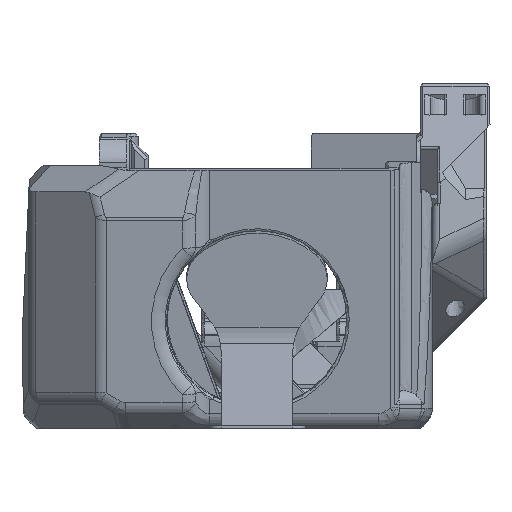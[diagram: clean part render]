
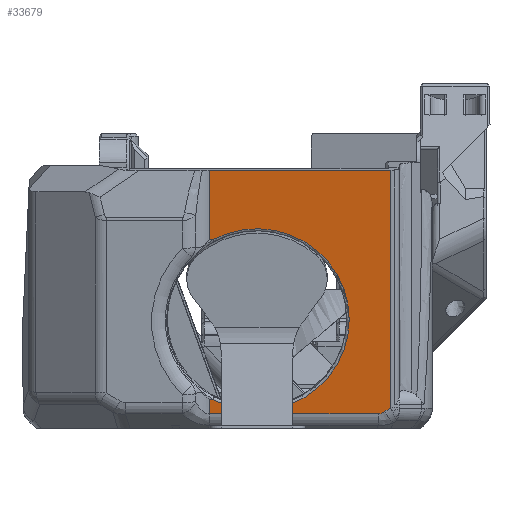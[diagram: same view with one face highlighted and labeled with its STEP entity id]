
A CAD part, left-side view. The second image highlights one B-rep face of the part: STEP entity #33679.
In plain terms, the highlighted planar face has unit normal (-0.985, 0, -0.174).
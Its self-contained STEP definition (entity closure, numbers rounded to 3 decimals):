
#896=B_SPLINE_CURVE_WITH_KNOTS('',3,(#55593,#55594,#55595,#55596),
 .UNSPECIFIED.,.F.,.F.,(4,4),(0.001,0.001),
 .UNSPECIFIED.);
#918=B_SPLINE_CURVE_WITH_KNOTS('',3,(#56126,#56127,#56128,#56129),
 .UNSPECIFIED.,.F.,.F.,(4,4),(0.001,0.001),
 .UNSPECIFIED.);
#1509=CIRCLE('',#35459,14.4);
#2699=ELLIPSE('',#36245,3.203,2.);
#7109=ORIENTED_EDGE('',*,*,#15535,.T.);
#7110=ORIENTED_EDGE('',*,*,#14150,.T.);
#7111=ORIENTED_EDGE('',*,*,#15723,.T.);
#7112=ORIENTED_EDGE('',*,*,#15724,.T.);
#7113=ORIENTED_EDGE('',*,*,#15725,.T.);
#7114=ORIENTED_EDGE('',*,*,#15726,.F.);
#7115=ORIENTED_EDGE('',*,*,#15727,.F.);
#7116=ORIENTED_EDGE('',*,*,#15728,.F.);
#7117=ORIENTED_EDGE('',*,*,#15518,.F.);
#7118=ORIENTED_EDGE('',*,*,#15533,.T.);
#14150=EDGE_CURVE('',#19028,#19029,#1509,.T.);
#15518=EDGE_CURVE('',#19966,#19967,#22963,.T.);
#15533=EDGE_CURVE('',#19966,#19976,#22971,.F.);
#15535=EDGE_CURVE('',#19976,#19028,#896,.F.);
#15723=EDGE_CURVE('',#19029,#20096,#918,.T.);
#15724=EDGE_CURVE('',#20096,#20097,#23083,.F.);
#15725=EDGE_CURVE('',#20097,#20098,#23084,.T.);
#15726=EDGE_CURVE('',#20099,#20098,#2699,.F.);
#15727=EDGE_CURVE('',#20100,#20099,#23085,.T.);
#15728=EDGE_CURVE('',#19967,#20100,#23086,.F.);
#19028=VERTEX_POINT('',#48802);
#19029=VERTEX_POINT('',#48803);
#19966=VERTEX_POINT('',#55527);
#19967=VERTEX_POINT('',#55529);
#19976=VERTEX_POINT('',#55565);
#20096=VERTEX_POINT('',#56130);
#20097=VERTEX_POINT('',#56132);
#20098=VERTEX_POINT('',#56134);
#20099=VERTEX_POINT('',#56136);
#20100=VERTEX_POINT('',#56138);
#22963=LINE('',#55528,#25995);
#22971=LINE('',#55566,#26003);
#23083=LINE('',#56131,#26115);
#23084=LINE('',#56133,#26116);
#23085=LINE('',#56137,#26117);
#23086=LINE('',#56139,#26118);
#25995=VECTOR('',#41477,1000.);
#26003=VECTOR('',#41503,1000.);
#26115=VECTOR('',#41829,1000.);
#26116=VECTOR('',#41830,1000.);
#26117=VECTOR('',#41833,1000.);
#26118=VECTOR('',#41834,1000.);
#28496=EDGE_LOOP('',(#7109,#7110,#7111,#7112,#7113,#7114,#7115,#7116,#7117,
#7118));
#30567=FACE_BOUND('',#28496,.T.);
#32224=PLANE('',#36244);
#33679=ADVANCED_FACE('',(#30567),#32224,.F.);
#35459=AXIS2_PLACEMENT_3D('',#48801,#39462,#39463);
#36244=AXIS2_PLACEMENT_3D('',#56125,#41827,#41828);
#36245=AXIS2_PLACEMENT_3D('',#56135,#41831,#41832);
#39462=DIRECTION('',(0.985,0.,0.174));
#39463=DIRECTION('',(0.174,0.,-0.985));
#41477=DIRECTION('',(0.,-1.,0.));
#41503=DIRECTION('',(-0.174,0.,0.985));
#41827=DIRECTION('',(0.985,0.,0.174));
#41828=DIRECTION('',(-0.174,0.,0.985));
#41829=DIRECTION('',(-0.174,0.,0.985));
#41830=DIRECTION('',(0.,-1.,0.));
#41831=DIRECTION('',(-0.985,0.,-0.174));
#41832=DIRECTION('',(-0.165,-0.304,0.938));
#41833=DIRECTION('',(0.097,0.829,-0.551));
#41834=DIRECTION('',(-0.174,0.,0.985));
#48801=CARTESIAN_POINT('',(-30.458,4.853,16.973));
#48802=CARTESIAN_POINT('',(-32.651,11.767,29.413));
#48803=CARTESIAN_POINT('',(-28.264,11.767,4.533));
#55527=CARTESIAN_POINT('',(-34.572,12.27,40.304));
#55528=CARTESIAN_POINT('',(-34.572,24.853,40.304));
#55529=CARTESIAN_POINT('',(-34.572,-16.002,40.304));
#55565=CARTESIAN_POINT('',(-32.66,12.27,29.463));
#55566=CARTESIAN_POINT('',(-31.185,12.27,21.099));
#55593=CARTESIAN_POINT('',(-32.651,11.767,29.413));
#55594=CARTESIAN_POINT('',(-32.654,11.935,29.425));
#55595=CARTESIAN_POINT('',(-32.657,12.103,29.442));
#55596=CARTESIAN_POINT('',(-32.66,12.27,29.463));
#56125=CARTESIAN_POINT('',(-31.185,24.853,21.099));
#56126=CARTESIAN_POINT('',(-28.264,11.767,4.533));
#56127=CARTESIAN_POINT('',(-28.262,11.935,4.52));
#56128=CARTESIAN_POINT('',(-28.259,12.103,4.503));
#56129=CARTESIAN_POINT('',(-28.255,12.27,4.482));
#56130=CARTESIAN_POINT('',(-28.255,12.27,4.482));
#56131=CARTESIAN_POINT('',(-31.185,12.27,21.099));
#56132=CARTESIAN_POINT('',(-27.864,12.27,2.262));
#56133=CARTESIAN_POINT('',(-27.864,-14.655,2.262));
#56134=CARTESIAN_POINT('',(-27.864,-14.07,2.262));
#56135=CARTESIAN_POINT('',(-28.404,-14.652,5.326));
#56136=CARTESIAN_POINT('',(-27.923,-15.07,2.597));
#56137=CARTESIAN_POINT('',(-27.821,-14.199,2.018));
#56138=CARTESIAN_POINT('',(-28.032,-16.002,3.216));
#56139=CARTESIAN_POINT('',(-7.663,-16.002,-112.301));
